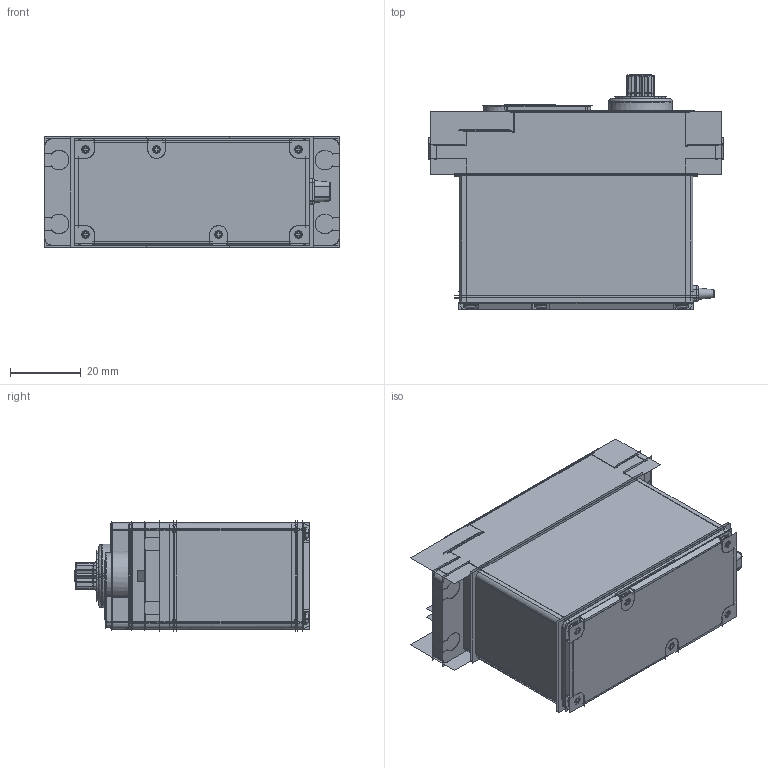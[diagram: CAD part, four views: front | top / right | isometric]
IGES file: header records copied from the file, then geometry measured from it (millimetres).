
Start section: JAMA-IS VERSION  1.0  PTC IGES file: 220406700062_hs-805mg_asm.igs
Global section: file name: 220406700062_hs-805mg_asm.igs; native system: Pro/ENGINEER by Parametric Technology Corporation; preprocessor: 2009360; author: Administrator; organization: Unknown; date: 20110826.141116; units: millimetre
Bounding box: 83.42 x 66.4 x 31.2 mm (x, y, z)
Surface area: 74644.1 mm2 (no closed solid volume)
Topology: 0 solids, 0 shells, 1226 faces, 10118 edges, 14720 vertices
Faces by surface type: bspline 1226
